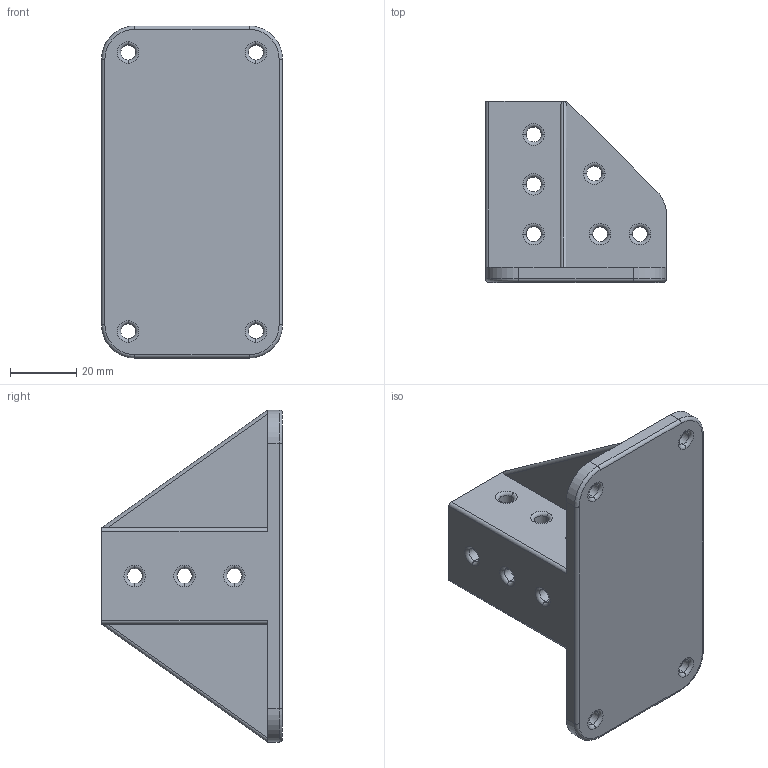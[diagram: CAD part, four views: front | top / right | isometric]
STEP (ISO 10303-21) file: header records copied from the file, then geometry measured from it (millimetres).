
FILE_DESCRIPTION (( 'STEP AP214' ), '1' );
FILE_NAME ('L_Z_Base.STEP', '2016-08-14T04:28:10', ( '' ), ( '' ), 'SwSTEP 2.0', 'SolidWorks 2016', '' );
FILE_SCHEMA (( 'AUTOMOTIVE_DESIGN' ));
Length unit declared in the file: millimetre
Products named in the file (1): L_Z_Base
Bounding box: 54.5 x 54.5 x 100 mm (x, y, z)
Volume: 49034.7 mm3; surface area: 26173.7 mm2
Topology: 1 solids, 1 shells, 125 faces, 310 edges, 187 vertices
Faces by surface type: cylinder 52, torus 48, plane 25
Entity records: 3846 total; most frequent: DIRECTION 742, CARTESIAN_POINT 647, ORIENTED_EDGE 620, AXIS2_PLACEMENT_3D 314, EDGE_CURVE 310, CIRCLE 188, VERTEX_POINT 187, EDGE_LOOP 161
